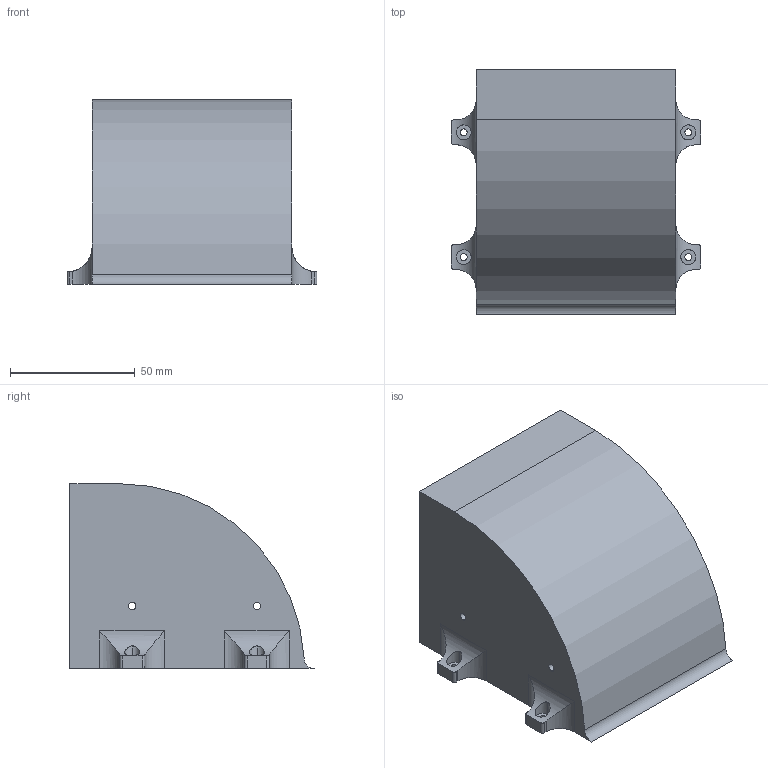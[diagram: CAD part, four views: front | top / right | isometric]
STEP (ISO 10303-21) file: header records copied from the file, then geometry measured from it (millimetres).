
FILE_DESCRIPTION (( 'STEP AP203' ), '1' );
FILE_NAME ('新版弹夹（大）（分离打印版本后）.STEP', '2018-01-17T07:36:19', ( 'User' ), ( 'china' ), 'SwSTEP 2.0', 'SolidWorks 2016', '' );
FILE_SCHEMA (( 'CONFIG_CONTROL_DESIGN' ));
Length unit declared in the file: millimetre
Products named in the file (1): 新版弹夹（大）（分离打印版本后）
Bounding box: 100 x 97.9 x 74 mm (x, y, z)
Volume: 89566.4 mm3; surface area: 45678.6 mm2
Topology: 1 solids, 1 shells, 75 faces, 205 edges, 136 vertices
Faces by surface type: cylinder 49, plane 24, torus 2
Entity records: 2994 total; most frequent: CARTESIAN_POINT 949, DIRECTION 411, ORIENTED_EDGE 410, EDGE_CURVE 205, AXIS2_PLACEMENT_3D 154, VERTEX_POINT 136, VECTOR 103, LINE 103
